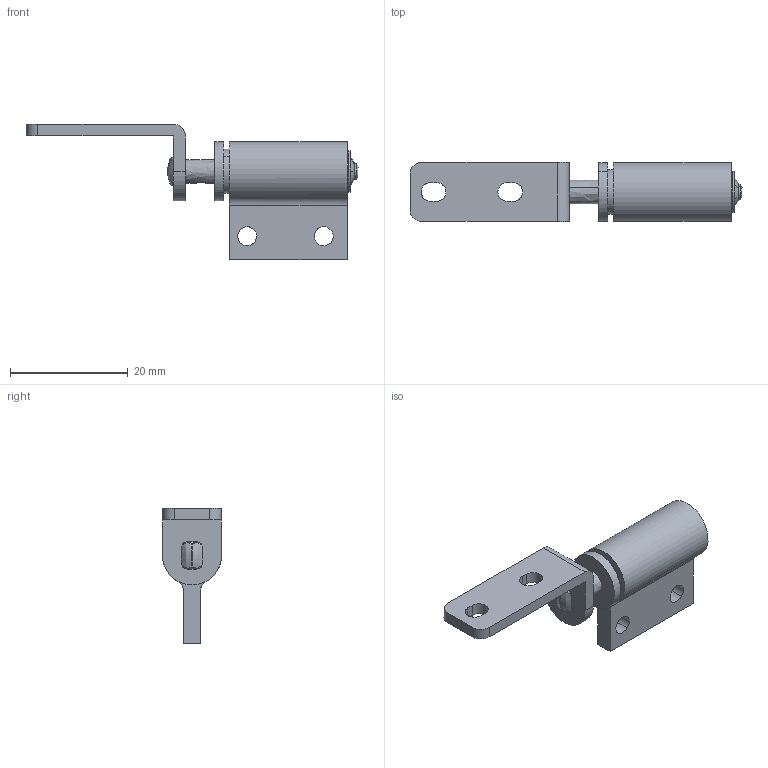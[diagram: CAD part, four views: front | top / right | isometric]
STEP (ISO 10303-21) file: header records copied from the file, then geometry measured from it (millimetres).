
FILE_DESCRIPTION((''),'2;1');
FILE_NAME('','2009-04-17T13:44:18',(''),(''),'','CADfix','');
FILE_SCHEMA(('AUTOMOTIVE_DESIGN { 1 0 10303 214 1 1 1 1 }'));
Length unit declared in the file: millimetre
Bounding box: 56.3 x 10 x 23 mm (x, y, z)
Volume: 3076.2 mm3; surface area: 3174.5 mm2
Topology: 5 solids, 5 shells, 136 faces, 433 edges, 306 vertices
Faces by surface type: bspline 136
Entity records: 6687 total; most frequent: CARTESIAN_POINT 4089, ORIENTED_EDGE 854, EDGE_CURVE 427, VERTEX_POINT 306, B_SPLINE_CURVE_WITH_KNOTS 260, QUASI_UNIFORM_CURVE 167, EDGE_LOOP 157, FACE_OUTER_BOUND 136
